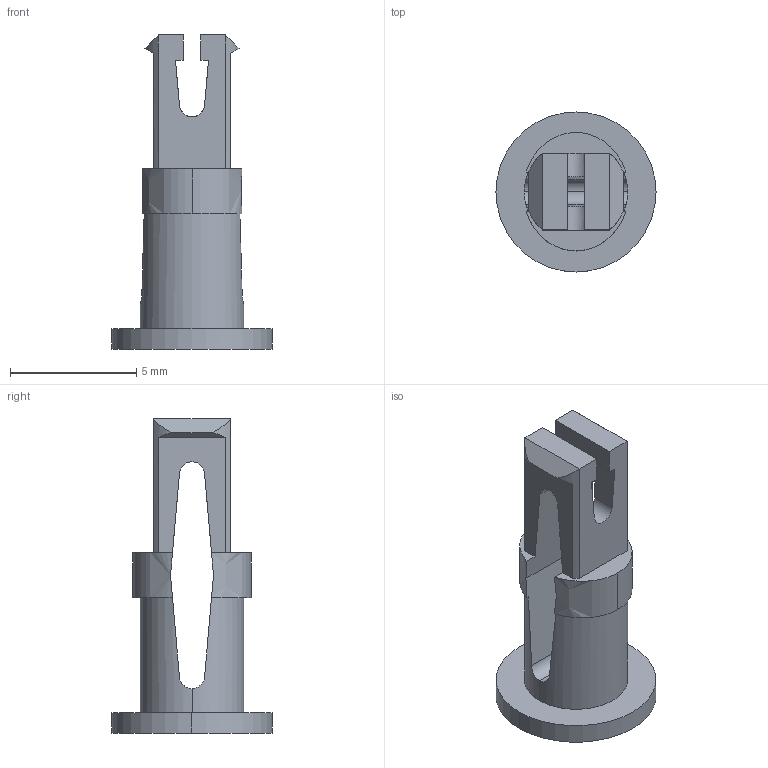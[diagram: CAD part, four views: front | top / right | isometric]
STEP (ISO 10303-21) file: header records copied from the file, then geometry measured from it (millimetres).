
FILE_DESCRIPTION (( 'STEP AP214' ), '1' );
FILE_NAME ('228-2500-084 Rev3.STEP', '2014-04-21T02:57:13', ( '' ), ( '' ), 'SwSTEP 2.0', 'SolidWorks 2013', '' );
FILE_SCHEMA (( 'AUTOMOTIVE_DESIGN' ));
Length unit declared in the file: millimetre
Products named in the file (1): 228-2500-084 Rev3
Bounding box: 6.35 x 6.35 x 12.46 mm (x, y, z)
Volume: 111.9 mm3; surface area: 282 mm2
Topology: 1 solids, 1 shells, 43 faces, 126 edges, 82 vertices
Faces by surface type: plane 26, cylinder 14, bspline 3
Entity records: 1479 total; most frequent: CARTESIAN_POINT 383, ORIENTED_EDGE 252, DIRECTION 190, EDGE_CURVE 126, VERTEX_POINT 82, VECTOR 76, LINE 76, AXIS2_PLACEMENT_3D 57
